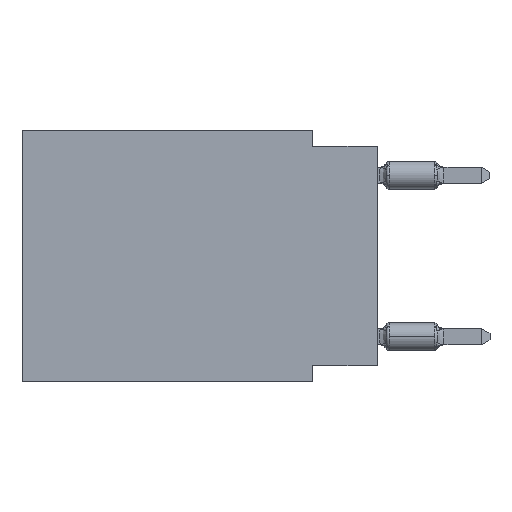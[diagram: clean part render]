
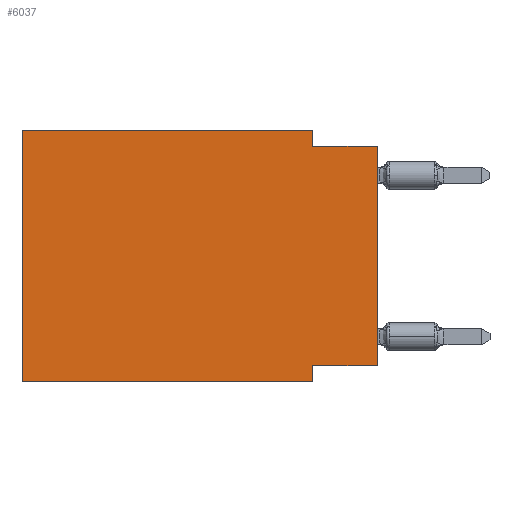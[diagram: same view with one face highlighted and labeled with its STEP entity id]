
A CAD part, left-side view. The second image highlights one B-rep face of the part: STEP entity #6037.
In plain terms, the highlighted planar face has unit normal (-1, 0, 0).
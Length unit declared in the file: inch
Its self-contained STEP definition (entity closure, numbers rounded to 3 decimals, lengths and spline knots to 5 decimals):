
#307 = ORIENTED_EDGE ( 'NONE', *, *, #4390, .F. ) ;
#586 = VECTOR ( 'NONE', #12516, 39.37008 ) ;
#648 = EDGE_CURVE ( 'NONE', #6352, #1884, #767, .T. ) ;
#738 = EDGE_CURVE ( 'NONE', #6013, #6352, #6877, .T. ) ;
#743 = ORIENTED_EDGE ( 'NONE', *, *, #738, .F. ) ;
#767 = LINE ( 'NONE', #907, #6453 ) ;
#875 = DIRECTION ( 'NONE',  ( 0., 0., -1. ) ) ;
#907 = CARTESIAN_POINT ( 'NONE',  ( 0., 0.1, -0.39 ) ) ;
#957 = VECTOR ( 'NONE', #6419, 39.37008 ) ;
#1250 = CARTESIAN_POINT ( 'NONE',  ( 0., 0., -0.025 ) ) ;
#1410 = CARTESIAN_POINT ( 'NONE',  ( 0., 0.1, -0.025 ) ) ;
#1476 = ORIENTED_EDGE ( 'NONE', *, *, #648, .F. ) ;
#1526 = VECTOR ( 'NONE', #5933, 39.37008 ) ;
#1585 = LINE ( 'NONE', #11553, #2095 ) ;
#1884 = VERTEX_POINT ( 'NONE', #8917 ) ;
#1932 = DIRECTION ( 'NONE',  ( 1., 0., 0. ) ) ;
#2095 = VECTOR ( 'NONE', #9672, 39.37008 ) ;
#2361 = ORIENTED_EDGE ( 'NONE', *, *, #2884, .F. ) ;
#2418 = VECTOR ( 'NONE', #12255, 39.37008 ) ;
#2645 = DIRECTION ( 'NONE',  ( 0., 0., 1. ) ) ;
#2814 = DIRECTION ( 'NONE',  ( 0., 0., -1. ) ) ;
#2884 = EDGE_CURVE ( 'NONE', #8365, #7338, #10384, .T. ) ;
#2920 = CARTESIAN_POINT ( 'NONE',  ( 0., 0., -0.025 ) ) ;
#3178 = AXIS2_PLACEMENT_3D ( 'NONE', #6915, #1932, #875 ) ;
#3397 = EDGE_CURVE ( 'NONE', #3442, #9515, #7600, .T. ) ;
#3442 = VERTEX_POINT ( 'NONE', #12493 ) ;
#3580 = CARTESIAN_POINT ( 'NONE',  ( 0., 0., -0.365 ) ) ;
#3765 = CARTESIAN_POINT ( 'NONE',  ( 0., 0.55, 0. ) ) ;
#3842 = ORIENTED_EDGE ( 'NONE', *, *, #4449, .T. ) ;
#4249 = CARTESIAN_POINT ( 'NONE',  ( 0., 0.1, 0. ) ) ;
#4252 = ORIENTED_EDGE ( 'NONE', *, *, #4690, .T. ) ;
#4390 = EDGE_CURVE ( 'NONE', #9332, #3442, #11624, .T. ) ;
#4449 = EDGE_CURVE ( 'NONE', #6013, #7338, #8880, .T. ) ;
#4528 = LINE ( 'NONE', #8527, #586 ) ;
#4690 = EDGE_CURVE ( 'NONE', #9332, #1884, #1585, .T. ) ;
#4777 = VECTOR ( 'NONE', #7930, 39.37008 ) ;
#4811 = PLANE ( 'NONE',  #3178 ) ;
#5685 = ORIENTED_EDGE ( 'NONE', *, *, #7535, .F. ) ;
#5809 = EDGE_LOOP ( 'NONE', ( #3842, #2361, #5685, #8523, #307, #4252, #1476, #743 ) ) ;
#5933 = DIRECTION ( 'NONE',  ( 0., 0., 1. ) ) ;
#5936 = FACE_OUTER_BOUND ( 'NONE', #5809, .T. ) ;
#6013 = VERTEX_POINT ( 'NONE', #3580 ) ;
#6037 = ADVANCED_FACE ( 'NONE', ( #5936 ), #4811, .F. ) ;
#6352 = VERTEX_POINT ( 'NONE', #10632 ) ;
#6419 = DIRECTION ( 'NONE',  ( 0., -1., 0. ) ) ;
#6453 = VECTOR ( 'NONE', #2814, 39.37008 ) ;
#6877 = LINE ( 'NONE', #8913, #4777 ) ;
#6915 = CARTESIAN_POINT ( 'NONE',  ( 0., 0.55, 0. ) ) ;
#7188 = VECTOR ( 'NONE', #2645, 39.37008 ) ;
#7338 = VERTEX_POINT ( 'NONE', #2920 ) ;
#7535 = EDGE_CURVE ( 'NONE', #9515, #8365, #4528, .T. ) ;
#7600 = LINE ( 'NONE', #8701, #957 ) ;
#7930 = DIRECTION ( 'NONE',  ( 0., 1., 0. ) ) ;
#8365 = VERTEX_POINT ( 'NONE', #1410 ) ;
#8523 = ORIENTED_EDGE ( 'NONE', *, *, #3397, .F. ) ;
#8527 = CARTESIAN_POINT ( 'NONE',  ( 0., 0.1, 0. ) ) ;
#8701 = CARTESIAN_POINT ( 'NONE',  ( 0., 0.55, 0. ) ) ;
#8880 = LINE ( 'NONE', #12072, #1526 ) ;
#8913 = CARTESIAN_POINT ( 'NONE',  ( 0., 0., -0.365 ) ) ;
#8917 = CARTESIAN_POINT ( 'NONE',  ( 0., 0.1, -0.39 ) ) ;
#9332 = VERTEX_POINT ( 'NONE', #11068 ) ;
#9515 = VERTEX_POINT ( 'NONE', #4249 ) ;
#9672 = DIRECTION ( 'NONE',  ( 0., -1., 0. ) ) ;
#10384 = LINE ( 'NONE', #1250, #2418 ) ;
#10632 = CARTESIAN_POINT ( 'NONE',  ( 0., 0.1, -0.365 ) ) ;
#11068 = CARTESIAN_POINT ( 'NONE',  ( 0., 0.55, -0.39 ) ) ;
#11553 = CARTESIAN_POINT ( 'NONE',  ( 0., 0.55, -0.39 ) ) ;
#11624 = LINE ( 'NONE', #3765, #7188 ) ;
#12072 = CARTESIAN_POINT ( 'NONE',  ( 0., 0., 0. ) ) ;
#12255 = DIRECTION ( 'NONE',  ( 0., -1., 0. ) ) ;
#12493 = CARTESIAN_POINT ( 'NONE',  ( 0., 0.55, 0. ) ) ;
#12516 = DIRECTION ( 'NONE',  ( 0., 0., -1. ) ) ;
